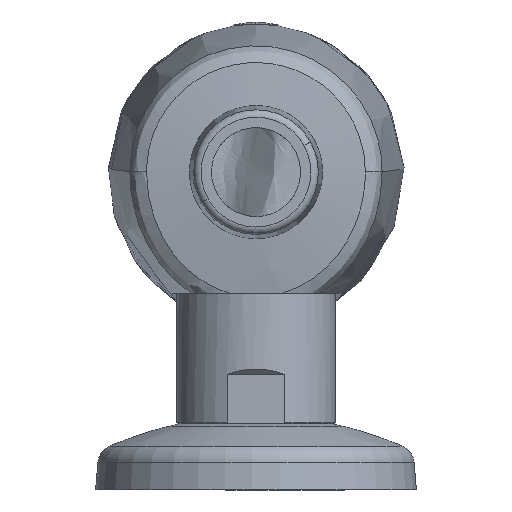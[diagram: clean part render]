
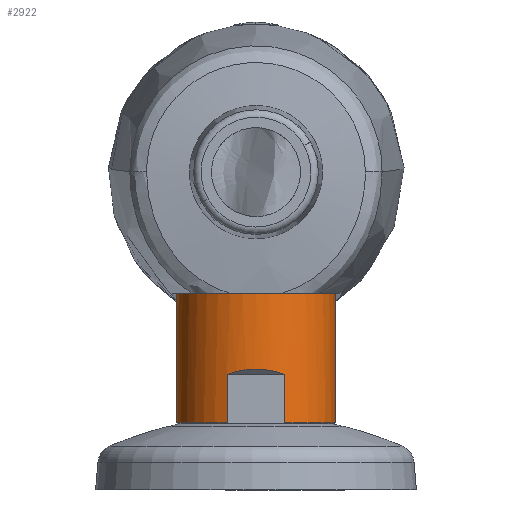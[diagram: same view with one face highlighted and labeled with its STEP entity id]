
A CAD part, front view. The second image highlights one B-rep face of the part: STEP entity #2922.
In plain terms, the highlighted cylindrical face has radius 16.1 mm (diameter 32.2 mm), a partial arc.
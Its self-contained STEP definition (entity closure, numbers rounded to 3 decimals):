
#104 = VERTEX_POINT ( 'NONE', #1055 ) ;
#174 = DIRECTION ( 'NONE',  ( -1., 0., 0. ) ) ;
#256 = VERTEX_POINT ( 'NONE', #927 ) ;
#405 = CARTESIAN_POINT ( 'NONE',  ( 16.069, -1., 39.882 ) ) ;
#412 = CARTESIAN_POINT ( 'NONE',  ( -16.097, -0.334, 39.88 ) ) ;
#457 = CARTESIAN_POINT ( 'NONE',  ( 5.849, -15., 23.382 ) ) ;
#459 = CARTESIAN_POINT ( 'NONE',  ( -16.1, -0.167, 39.878 ) ) ;
#493 = CARTESIAN_POINT ( 'NONE',  ( 16.1, 0., 13.382 ) ) ;
#503 = EDGE_LOOP ( 'NONE', ( #1715, #3700, #3022, #1631, #4085, #2146, #1093, #728, #837, #3126 ) ) ;
#561 = CARTESIAN_POINT ( 'NONE',  ( -16.1, 0., 13.382 ) ) ;
#655 = CARTESIAN_POINT ( 'NONE',  ( 16.1, 0., 39.877 ) ) ;
#674 = CARTESIAN_POINT ( 'NONE',  ( 5.849, -15., 13.582 ) ) ;
#712 = VERTEX_POINT ( 'NONE', #674 ) ;
#728 = ORIENTED_EDGE ( 'NONE', *, *, #2587, .F. ) ;
#735 = DIRECTION ( 'NONE',  ( 0., 0., 1. ) ) ;
#736 = CARTESIAN_POINT ( 'NONE',  ( -5.849, -15., 23.382 ) ) ;
#835 = AXIS2_PLACEMENT_3D ( 'NONE', #1521, #2566, #174 ) ;
#837 = ORIENTED_EDGE ( 'NONE', *, *, #1089, .T. ) ;
#894 = LINE ( 'NONE', #3786, #3559 ) ;
#927 = CARTESIAN_POINT ( 'NONE',  ( -16.1, 0., 39.877 ) ) ;
#981 = CARTESIAN_POINT ( 'NONE',  ( 0., 0., 39.882 ) ) ;
#1033 = DIRECTION ( 'NONE',  ( 0., 0., -1. ) ) ;
#1055 = CARTESIAN_POINT ( 'NONE',  ( -5.849, -15., 13.582 ) ) ;
#1089 = EDGE_CURVE ( 'NONE', #4157, #3550, #4200, .T. ) ;
#1093 = ORIENTED_EDGE ( 'NONE', *, *, #4033, .T. ) ;
#1100 = CARTESIAN_POINT ( 'NONE',  ( -16.087, -0.668, 39.882 ) ) ;
#1112 = CARTESIAN_POINT ( 'NONE',  ( -16.079, -0.834, 39.882 ) ) ;
#1343 = CIRCLE ( 'NONE', #2429, 16.1 ) ;
#1401 = CARTESIAN_POINT ( 'NONE',  ( 16.079, -0.834, 39.882 ) ) ;
#1432 = DIRECTION ( 'NONE',  ( 1., 0., 0. ) ) ;
#1521 = CARTESIAN_POINT ( 'NONE',  ( 0., 0., 13.382 ) ) ;
#1542 = DIRECTION ( 'NONE',  ( 0., 0., 1. ) ) ;
#1557 = LINE ( 'NONE', #1621, #2406 ) ;
#1560 = EDGE_CURVE ( 'NONE', #3486, #1975, #2350, .T. ) ;
#1590 = CARTESIAN_POINT ( 'NONE',  ( -5.849, -15., 23.382 ) ) ;
#1594 = AXIS2_PLACEMENT_3D ( 'NONE', #981, #4111, #3764 ) ;
#1621 = CARTESIAN_POINT ( 'NONE',  ( 5.849, -15., 13.382 ) ) ;
#1631 = ORIENTED_EDGE ( 'NONE', *, *, #1560, .T. ) ;
#1715 = ORIENTED_EDGE ( 'NONE', *, *, #4287, .T. ) ;
#1739 = AXIS2_PLACEMENT_3D ( 'NONE', #3256, #1542, #2289 ) ;
#1746 = CARTESIAN_POINT ( 'NONE',  ( 0., 0., 13.582 ) ) ;
#1771 = B_SPLINE_CURVE_WITH_KNOTS ( 'NONE', 3,
 ( #3903, #1112, #1100, #412, #459, #3853 ),
 .UNSPECIFIED., .F., .F.,
 ( 4, 2, 4 ),
 ( 0.1, 0.1, 0.101 ),
 .UNSPECIFIED. ) ;
#1831 = VERTEX_POINT ( 'NONE', #2938 ) ;
#1872 = FACE_OUTER_BOUND ( 'NONE', #503, .T. ) ;
#1888 = CIRCLE ( 'NONE', #1739, 16.1 ) ;
#1926 = CARTESIAN_POINT ( 'NONE',  ( -16.069, -1., 39.882 ) ) ;
#1975 = VERTEX_POINT ( 'NONE', #1926 ) ;
#2093 = CARTESIAN_POINT ( 'NONE',  ( 16.1, 0., 39.877 ) ) ;
#2146 = ORIENTED_EDGE ( 'NONE', *, *, #2324, .F. ) ;
#2289 = DIRECTION ( 'NONE',  ( 1., 0., 0. ) ) ;
#2324 = EDGE_CURVE ( 'NONE', #3228, #256, #4249, .T. ) ;
#2350 = CIRCLE ( 'NONE', #1594, 16.1 ) ;
#2358 = EDGE_CURVE ( 'NONE', #3550, #712, #1557, .T. ) ;
#2406 = VECTOR ( 'NONE', #4379, 1000. ) ;
#2429 = AXIS2_PLACEMENT_3D ( 'NONE', #1746, #735, #1432 ) ;
#2451 = CARTESIAN_POINT ( 'NONE',  ( 16.095, -0.5, 39.881 ) ) ;
#2500 = CARTESIAN_POINT ( 'NONE',  ( -2.043, -16.484, 24.866 ) ) ;
#2566 = DIRECTION ( 'NONE',  ( 0., 0., 1. ) ) ;
#2587 = EDGE_CURVE ( 'NONE', #4157, #104, #894, .T. ) ;
#2596 = VERTEX_POINT ( 'NONE', #655 ) ;
#2607 = CARTESIAN_POINT ( 'NONE',  ( 5.849, -15., 23.382 ) ) ;
#2680 = CYLINDRICAL_SURFACE ( 'NONE', #835, 16.1 ) ;
#2777 = EDGE_CURVE ( 'NONE', #2596, #3486, #3805, .T. ) ;
#2922 = ADVANCED_FACE ( 'NONE', ( #1872 ), #2680, .T. ) ;
#2938 = CARTESIAN_POINT ( 'NONE',  ( 16.1, 0., 13.582 ) ) ;
#3022 = ORIENTED_EDGE ( 'NONE', *, *, #2777, .T. ) ;
#3117 = VECTOR ( 'NONE', #4016, 1000. ) ;
#3126 = ORIENTED_EDGE ( 'NONE', *, *, #2358, .T. ) ;
#3228 = VERTEX_POINT ( 'NONE', #3838 ) ;
#3256 = CARTESIAN_POINT ( 'NONE',  ( 0., 0., 13.582 ) ) ;
#3422 = CARTESIAN_POINT ( 'NONE',  ( 16.069, -1., 39.882 ) ) ;
#3486 = VERTEX_POINT ( 'NONE', #3422 ) ;
#3550 = VERTEX_POINT ( 'NONE', #2607 ) ;
#3559 = VECTOR ( 'NONE', #1033, 1000. ) ;
#3573 = VECTOR ( 'NONE', #4236, 1000. ) ;
#3700 = ORIENTED_EDGE ( 'NONE', *, *, #4377, .T. ) ;
#3739 = EDGE_CURVE ( 'NONE', #1975, #256, #1771, .T. ) ;
#3764 = DIRECTION ( 'NONE',  ( 1., 0., 0. ) ) ;
#3786 = CARTESIAN_POINT ( 'NONE',  ( -5.849, -15., 13.382 ) ) ;
#3805 = B_SPLINE_CURVE_WITH_KNOTS ( 'NONE', 3,
 ( #2093, #4459, #2451, #1401, #405 ),
 .UNSPECIFIED., .F., .F.,
 ( 4, 1, 4 ),
 ( 0.05, 0.051, 0.051 ),
 .UNSPECIFIED. ) ;
#3838 = CARTESIAN_POINT ( 'NONE',  ( -16.1, 0., 13.582 ) ) ;
#3853 = CARTESIAN_POINT ( 'NONE',  ( -16.1, 0., 39.877 ) ) ;
#3901 = CARTESIAN_POINT ( 'NONE',  ( 2.043, -16.484, 24.866 ) ) ;
#3903 = CARTESIAN_POINT ( 'NONE',  ( -16.069, -1., 39.882 ) ) ;
#4016 = DIRECTION ( 'NONE',  ( 0., 0., 1. ) ) ;
#4033 = EDGE_CURVE ( 'NONE', #3228, #104, #1888, .T. ) ;
#4085 = ORIENTED_EDGE ( 'NONE', *, *, #3739, .T. ) ;
#4111 = DIRECTION ( 'NONE',  ( 0., 0., -1. ) ) ;
#4157 = VERTEX_POINT ( 'NONE', #1590 ) ;
#4200 =( BOUNDED_CURVE ( )  B_SPLINE_CURVE ( 3, ( #736, #2500, #3901, #457 ),
 .UNSPECIFIED., .F., .F. ) 
 B_SPLINE_CURVE_WITH_KNOTS ( ( 4, 4 ),
 ( 5.911, 6.655 ),
 .UNSPECIFIED. ) 
 CURVE ( )  GEOMETRIC_REPRESENTATION_ITEM ( )  RATIONAL_B_SPLINE_CURVE ( ( 1., 0.954, 0.954, 1. ) ) 
 REPRESENTATION_ITEM ( '' )  );
#4236 = DIRECTION ( 'NONE',  ( 0., 0., 1. ) ) ;
#4249 = LINE ( 'NONE', #561, #3117 ) ;
#4287 = EDGE_CURVE ( 'NONE', #712, #1831, #1343, .T. ) ;
#4377 = EDGE_CURVE ( 'NONE', #1831, #2596, #4461, .T. ) ;
#4379 = DIRECTION ( 'NONE',  ( 0., 0., -1. ) ) ;
#4459 = CARTESIAN_POINT ( 'NONE',  ( 16.1, -0.167, 39.878 ) ) ;
#4461 = LINE ( 'NONE', #493, #3573 ) ;
